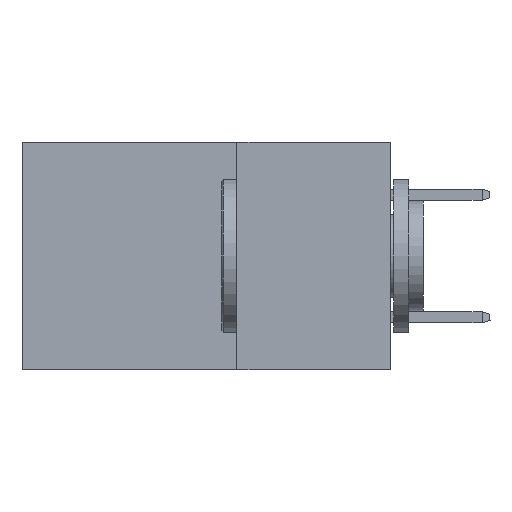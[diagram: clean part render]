
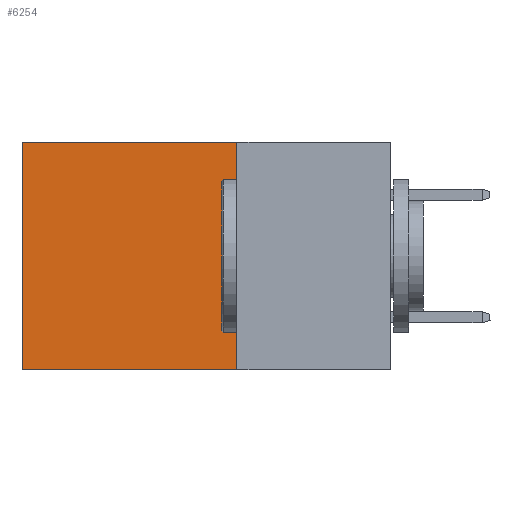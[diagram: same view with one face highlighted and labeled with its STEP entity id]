
A CAD part, left-side view. The second image highlights one B-rep face of the part: STEP entity #6254.
In plain terms, the highlighted planar face has unit normal (-1, 0, 0).
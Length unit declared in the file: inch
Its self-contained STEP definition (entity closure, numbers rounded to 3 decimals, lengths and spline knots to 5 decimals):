
#427 = EDGE_LOOP ( 'NONE', ( #36516, #6630, #16732, #20210 ) ) ;
#543 = DIRECTION ( 'NONE',  ( 0., 1., 0. ) ) ;
#759 = VERTEX_POINT ( 'NONE', #6683 ) ;
#1083 = CARTESIAN_POINT ( 'NONE',  ( 0.2875, 0.25, 0. ) ) ;
#1909 = CARTESIAN_POINT ( 'NONE',  ( 0.2875, 0.25, 0. ) ) ;
#2416 = VECTOR ( 'NONE', #23348, 39.37008 ) ;
#2996 = EDGE_CURVE ( 'NONE', #759, #13246, #17476, .T. ) ;
#3674 = VERTEX_POINT ( 'NONE', #35474 ) ;
#5196 = DIRECTION ( 'NONE',  ( 0., 0., -1. ) ) ;
#6254 = ADVANCED_FACE ( 'NONE', ( #22250 ), #40257, .F. ) ;
#6630 = ORIENTED_EDGE ( 'NONE', *, *, #2996, .F. ) ;
#6683 = CARTESIAN_POINT ( 'NONE',  ( 0.2875, 0.25, -0.37 ) ) ;
#7238 = CARTESIAN_POINT ( 'NONE',  ( 0.2875, 0.6, 0. ) ) ;
#7370 = VECTOR ( 'NONE', #543, 39.37008 ) ;
#8009 = EDGE_CURVE ( 'NONE', #29497, #759, #30309, .T. ) ;
#11154 = LINE ( 'NONE', #7238, #2416 ) ;
#13246 = VERTEX_POINT ( 'NONE', #32090 ) ;
#14347 = VECTOR ( 'NONE', #33175, 39.37008 ) ;
#16732 = ORIENTED_EDGE ( 'NONE', *, *, #8009, .F. ) ;
#17060 = LINE ( 'NONE', #38955, #7370 ) ;
#17476 = LINE ( 'NONE', #22675, #32378 ) ;
#18548 = CARTESIAN_POINT ( 'NONE',  ( 0.2875, 0.25, 0. ) ) ;
#20210 = ORIENTED_EDGE ( 'NONE', *, *, #37637, .T. ) ;
#22250 = FACE_OUTER_BOUND ( 'NONE', #427, .T. ) ;
#22675 = CARTESIAN_POINT ( 'NONE',  ( 0.2875, 0.25, -0.37 ) ) ;
#23348 = DIRECTION ( 'NONE',  ( 0., 0., -1. ) ) ;
#24586 = DIRECTION ( 'NONE',  ( 1., 0., 0. ) ) ;
#27475 = AXIS2_PLACEMENT_3D ( 'NONE', #1909, #24586, #5196 ) ;
#29497 = VERTEX_POINT ( 'NONE', #18548 ) ;
#30309 = LINE ( 'NONE', #1083, #14347 ) ;
#32090 = CARTESIAN_POINT ( 'NONE',  ( 0.2875, 0.6, -0.37 ) ) ;
#32378 = VECTOR ( 'NONE', #38390, 39.37008 ) ;
#33175 = DIRECTION ( 'NONE',  ( 0., 0., -1. ) ) ;
#35474 = CARTESIAN_POINT ( 'NONE',  ( 0.2875, 0.6, 0. ) ) ;
#36516 = ORIENTED_EDGE ( 'NONE', *, *, #41106, .T. ) ;
#37637 = EDGE_CURVE ( 'NONE', #29497, #3674, #17060, .T. ) ;
#38390 = DIRECTION ( 'NONE',  ( 0., 1., 0. ) ) ;
#38955 = CARTESIAN_POINT ( 'NONE',  ( 0.2875, 0.25, 0. ) ) ;
#40257 = PLANE ( 'NONE',  #27475 ) ;
#41106 = EDGE_CURVE ( 'NONE', #3674, #13246, #11154, .T. ) ;
